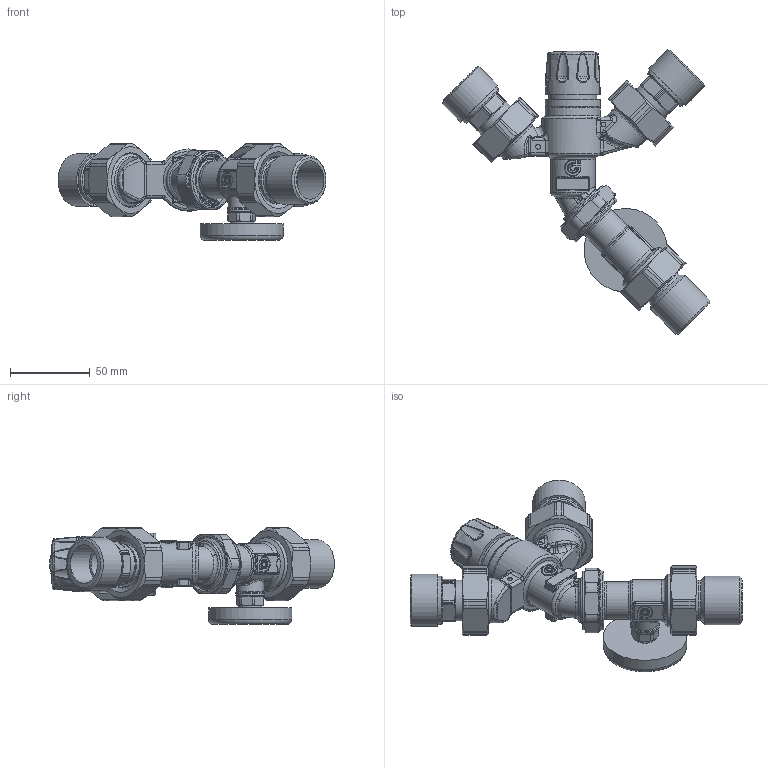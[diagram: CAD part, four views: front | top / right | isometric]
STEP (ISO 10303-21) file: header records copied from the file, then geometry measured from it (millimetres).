
FILE_DESCRIPTION(/* description */ (''),/* implementation_level */ '2;1');
FILE_NAME(/* name */ '520610AC 001_Simplify_1.stp',/* time_stamp */ '2025-08-01T16:03:09-05:00',/* author */ ('ischreiner'),/* organization */ (''),/* preprocessor_version */ 'ST-DEVELOPER v20',/* originating_system */ 'Autodesk Inventor 2025',/* authorisation */ '');
FILE_SCHEMA (('AUTOMOTIVE_DESIGN { 1 0 10303 214 3 1 1 }'));
Products named in the file (1): 520610AC 001_Simplify_1
Bounding box: 168.18 x 178.78 x 60.83 mm (x, y, z)
Volume: 259357.4 mm3; surface area: 77357.9 mm2
Topology: 9 solids, 9 shells, 1716 faces, 4054 edges, 2256 vertices
Faces by surface type: cylinder 502, bspline 478, plane 317, torus 187, cone 120, sphere 112
Full cylindrical faces by diameter (mm): 3 x2, 15.24 x1, 15.875 x1, 17 x1, 18 x1, 21 x2, 23.5 x1, 24 x7, 24.13 x1, 25.4 x1, 25.5 x2, 27.94 x1, 28 x2, 29.6 x1, 30 x2, 30.048 x3, 30.3 x3, 30.48 x4, 30.5 x1, 32.8 x2, 33.1 x4, 34.5 x1, 37 x2, 52.324 x1
Entity records: 80477 total; most frequent: CARTESIAN_POINT 43120, ORIENTED_EDGE 7836, DIRECTION 6912, EDGE_CURVE 3918, AXIS2_PLACEMENT_3D 2956, VERTEX_POINT 2256, EDGE_LOOP 1766, STYLED_ITEM 1725
